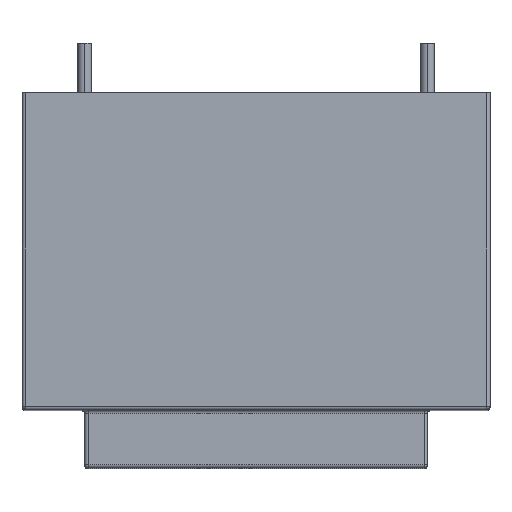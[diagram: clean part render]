
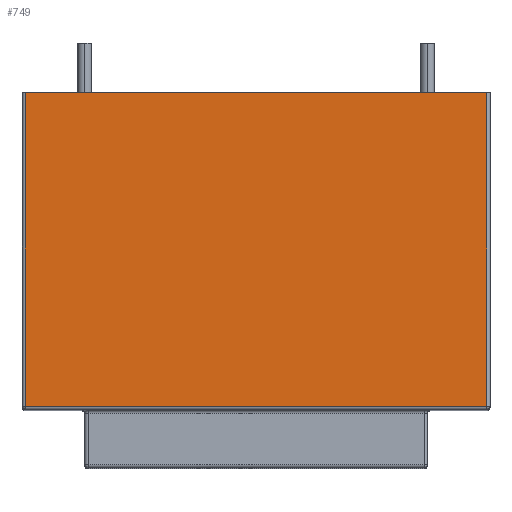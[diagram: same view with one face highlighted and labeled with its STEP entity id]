
A CAD part, top view. The second image highlights one B-rep face of the part: STEP entity #749.
In plain terms, the highlighted planar face has unit normal (0, 0, 1).
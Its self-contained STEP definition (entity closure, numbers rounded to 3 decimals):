
#10 = VERTEX_POINT ( 'NONE', #1199 ) ;
#72 = VERTEX_POINT ( 'NONE', #479 ) ;
#112 = DIRECTION ( 'NONE',  ( 0., 1., 0. ) ) ;
#200 = PLANE ( 'NONE',  #396 ) ;
#206 = DIRECTION ( 'NONE',  ( -1., 0., 0. ) ) ;
#263 = CARTESIAN_POINT ( 'NONE',  ( -13.45, 11.35, 16.15 ) ) ;
#383 = EDGE_CURVE ( 'Defeature ausgef�hrt1_2+Defeature ausgef�hrt1_36+Defeature ausgef�hrt1_5+Defeature ausgef�hrt1_37', #1323, #72, #787, .T. ) ;
#396 = AXIS2_PLACEMENT_3D ( 'NONE', #1391, #839, #1138 ) ;
#479 = CARTESIAN_POINT ( 'NONE',  ( -13.45, -6.95, 16.15 ) ) ;
#486 = LINE ( 'NONE', #922, #1827 ) ;
#495 = ORIENTED_EDGE ( 'NONE', *, *, #545, .T. ) ;
#542 = ORIENTED_EDGE ( 'NONE', *, *, #1804, .T. ) ;
#545 = EDGE_CURVE ( 'Defeature ausgef�hrt1_2+Defeature ausgef�hrt1_5+Defeature ausgef�hrt1_31+Defeature ausgef�hrt1_36', #750, #1323, #486, .T. ) ;
#656 = EDGE_CURVE ( 'Defeature ausgef�hrt1_2+Defeature ausgef�hrt1_37+Defeature ausgef�hrt1_36+Defeature ausgef�hrt1_31', #72, #10, #1430, .T. ) ;
#660 = CARTESIAN_POINT ( 'NONE',  ( 13.65, -6.95, 16.15 ) ) ;
#736 = VECTOR ( 'NONE', #112, 1000. ) ;
#749 = ADVANCED_FACE ( 'Defeature ausgef�hrt1_2', ( #1428 ), #200, .F. ) ;
#750 = VERTEX_POINT ( 'NONE', #1557 ) ;
#773 = EDGE_LOOP ( 'NONE', ( #1800, #542, #495, #1544 ) ) ;
#787 = LINE ( 'NONE', #1174, #1310 ) ;
#839 = DIRECTION ( 'NONE',  ( 0., 0., -1. ) ) ;
#922 = CARTESIAN_POINT ( 'NONE',  ( 13.65, 11.35, 16.15 ) ) ;
#1023 = CARTESIAN_POINT ( 'NONE',  ( 13.45, -7.15, 16.15 ) ) ;
#1138 = DIRECTION ( 'NONE',  ( 1., 0., 0. ) ) ;
#1174 = CARTESIAN_POINT ( 'NONE',  ( -13.45, -7.15, 16.15 ) ) ;
#1199 = CARTESIAN_POINT ( 'NONE',  ( 13.45, -6.95, 16.15 ) ) ;
#1303 = LINE ( 'NONE', #1023, #736 ) ;
#1310 = VECTOR ( 'NONE', #1623, 1000. ) ;
#1323 = VERTEX_POINT ( 'NONE', #263 ) ;
#1391 = CARTESIAN_POINT ( 'NONE',  ( 13.65, -7.15, 16.15 ) ) ;
#1428 = FACE_OUTER_BOUND ( 'NONE', #773, .T. ) ;
#1430 = LINE ( 'NONE', #660, #1805 ) ;
#1544 = ORIENTED_EDGE ( 'NONE', *, *, #383, .T. ) ;
#1557 = CARTESIAN_POINT ( 'NONE',  ( 13.45, 11.35, 16.15 ) ) ;
#1623 = DIRECTION ( 'NONE',  ( 0., -1., 0. ) ) ;
#1800 = ORIENTED_EDGE ( 'NONE', *, *, #656, .T. ) ;
#1804 = EDGE_CURVE ( 'Defeature ausgef�hrt1_2+Defeature ausgef�hrt1_31+Defeature ausgef�hrt1_37+Defeature ausgef�hrt1_5', #10, #750, #1303, .T. ) ;
#1805 = VECTOR ( 'NONE', #1829, 1000. ) ;
#1827 = VECTOR ( 'NONE', #206, 1000. ) ;
#1829 = DIRECTION ( 'NONE',  ( 1., 0., 0. ) ) ;
